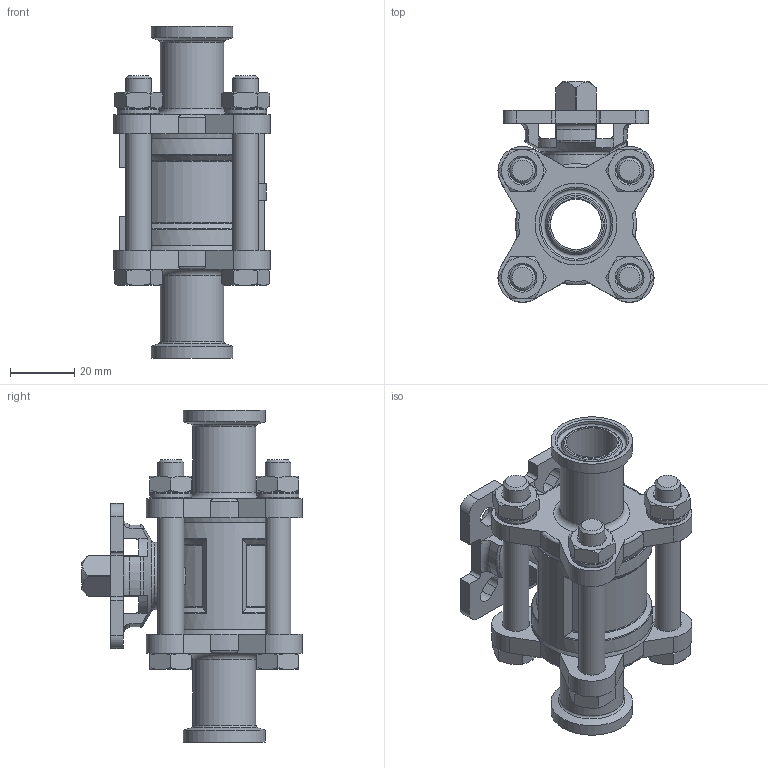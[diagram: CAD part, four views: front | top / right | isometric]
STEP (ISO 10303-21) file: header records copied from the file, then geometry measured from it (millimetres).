
FILE_DESCRIPTION(/* description */ ('STEP AP214'),/* implementation_level */ '2;1');
FILE_NAME(/* name */ '4795667_VZBD-3_4-S1-16-T-2-F0304-V14V14',/* time_stamp */ '2024-09-10T10:05:41+02:00',/* author */ ('License CC BY-ND 4.0'),/* organization */ ('CADENAS'),/* preprocessor_version */ 'ST-DEVELOPER v19.3',/* originating_system */ 'PARTsolutions',/* authorisation */ ' ');
FILE_SCHEMA (('AUTOMOTIVE_DESIGN {1 0 10303 214 3 1 1}'));
Length unit declared in the file: millimetre
Products named in the file (1): 4795667 VZBD-3/4-S1-16-T-2-F0304-V14V14
Bounding box: 48.43 x 68.52 x 103 mm (x, y, z)
Volume: 82505.4 mm3; surface area: 36315.7 mm2
Topology: 1 solids, 1 shells, 410 faces, 998 edges, 616 vertices
Faces by surface type: plane 153, cone 121, cylinder 84, torus 52
Full cylindrical faces by diameter (mm): 4.134 x1, 8 x8, 8.6 x9, 13 x4, 15.8 x1, 16 x1, 19.6 x2, 21.8 x2, 25.4 x2, 26 x1, 37.5 x1
Entity records: 11962 total; most frequent: CARTESIAN_POINT 2892, ORIENTED_EDGE 1842, DIRECTION 1809, EDGE_CURVE 921, AXIS2_PLACEMENT_3D 770, VERTEX_POINT 610, EDGE_LOOP 537, FACE_BOUND 537
